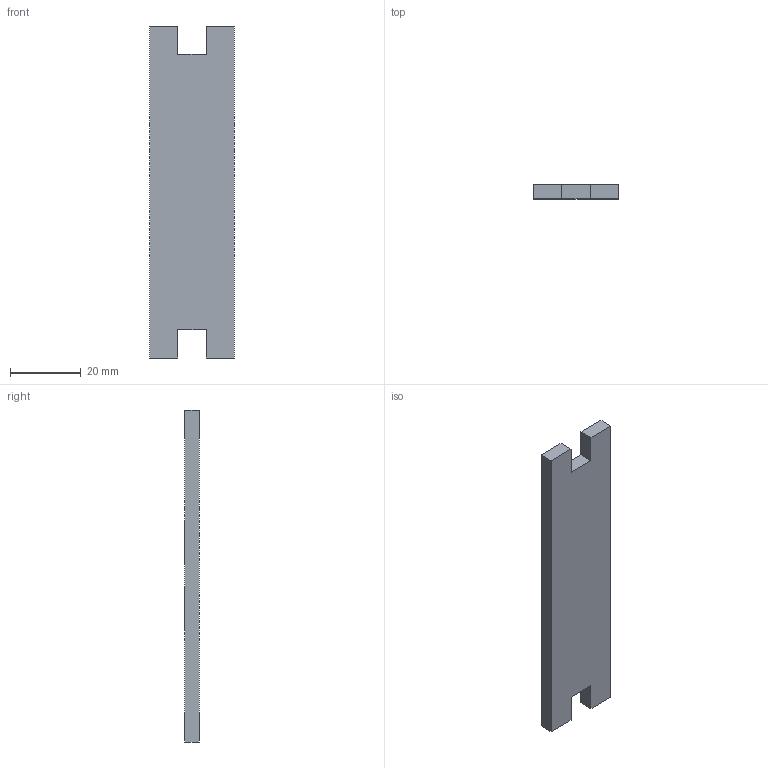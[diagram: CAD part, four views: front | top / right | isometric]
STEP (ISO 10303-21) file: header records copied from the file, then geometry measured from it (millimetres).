
FILE_DESCRIPTION (( 'STEP AP214' ), '1' );
FILE_NAME ('»ÊµP¹s¥ó_D3.STEP', '2023-07-31T11:29:05', ( '' ), ( '' ), 'SwSTEP 2.0', 'SolidWorks 2021', '' );
FILE_SCHEMA (( 'AUTOMOTIVE_DESIGN' ));
Length unit declared in the file: millimetre
Products named in the file (1): 銘牌零件_D3
Bounding box: 24 x 4 x 94 mm (x, y, z)
Volume: 8441.7 mm3; surface area: 5394.8 mm2
Topology: 1 solids, 1 shells, 41 faces, 108 edges, 72 vertices
Faces by surface type: plane 41
Entity records: 1276 total; most frequent: CARTESIAN_POINT 222, ORIENTED_EDGE 216, DIRECTION 192, EDGE_CURVE 108, LINE 108, VECTOR 108, VERTEX_POINT 72, EDGE_LOOP 44
